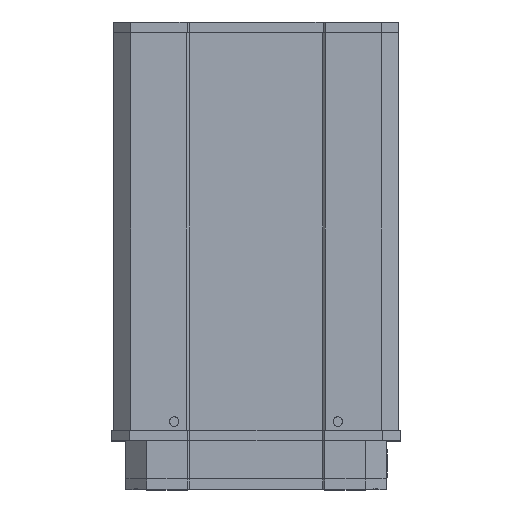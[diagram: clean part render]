
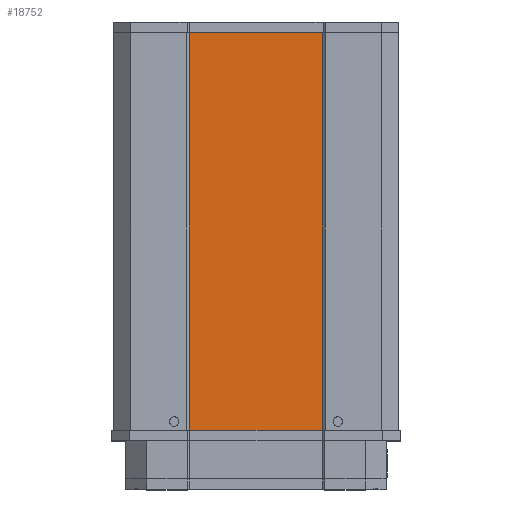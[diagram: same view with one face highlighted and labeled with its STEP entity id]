
A CAD part, top view. The second image highlights one B-rep face of the part: STEP entity #18752.
In plain terms, the highlighted planar face has unit normal (0, 0, 1).
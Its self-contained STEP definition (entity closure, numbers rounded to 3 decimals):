
#15 = CARTESIAN_POINT ( 'NONE',  ( -31.5, 190., 66. ) ) ;
#769 = LINE ( 'NONE', #30627, #1745 ) ;
#1242 = ORIENTED_EDGE ( 'NONE', *, *, #27359, .F. ) ;
#1745 = VECTOR ( 'NONE', #9690, 1000. ) ;
#1863 = CARTESIAN_POINT ( 'NONE',  ( 31.5, 389.505, 66. ) ) ;
#1909 = CARTESIAN_POINT ( 'NONE',  ( -31.5, 389.505, 66. ) ) ;
#2024 = DIRECTION ( 'NONE',  ( 0., 0., -1. ) ) ;
#2027 = VERTEX_POINT ( 'NONE', #26441 ) ;
#3608 = CARTESIAN_POINT ( 'NONE',  ( -31.5, 0., 66. ) ) ;
#6950 = VERTEX_POINT ( 'NONE', #35898 ) ;
#7281 = CARTESIAN_POINT ( 'NONE',  ( -31.5, 190., 66. ) ) ;
#7289 = CARTESIAN_POINT ( 'NONE',  ( 31.5, 0., 66. ) ) ;
#9166 = VECTOR ( 'NONE', #20994, 1000. ) ;
#9690 = DIRECTION ( 'NONE',  ( 0., -1., 0. ) ) ;
#9989 = ORIENTED_EDGE ( 'NONE', *, *, #34463, .T. ) ;
#11785 = EDGE_LOOP ( 'NONE', ( #27692, #9989, #23651, #1242 ) ) ;
#18752 = ADVANCED_FACE ( 'NONE', ( #21855 ), #37892, .F. ) ;
#19340 = LINE ( 'NONE', #3608, #26344 ) ;
#19919 = VERTEX_POINT ( 'NONE', #7281 ) ;
#20939 = LINE ( 'NONE', #1863, #35886 ) ;
#20994 = DIRECTION ( 'NONE',  ( 1., 0., 0. ) ) ;
#21855 = FACE_OUTER_BOUND ( 'NONE', #11785, .T. ) ;
#22810 = DIRECTION ( 'NONE',  ( 0., -1., 0. ) ) ;
#22987 = DIRECTION ( 'NONE',  ( -1., 0., 0. ) ) ;
#23169 = VERTEX_POINT ( 'NONE', #7289 ) ;
#23651 = ORIENTED_EDGE ( 'NONE', *, *, #35507, .T. ) ;
#24549 = DIRECTION ( 'NONE',  ( 1., 0., 0. ) ) ;
#25135 = LINE ( 'NONE', #15, #9166 ) ;
#26344 = VECTOR ( 'NONE', #24549, 1000. ) ;
#26441 = CARTESIAN_POINT ( 'NONE',  ( 31.5, 190., 66. ) ) ;
#27359 = EDGE_CURVE ( 'NONE', #2027, #23169, #20939, .T. ) ;
#27692 = ORIENTED_EDGE ( 'NONE', *, *, #33409, .F. ) ;
#30627 = CARTESIAN_POINT ( 'NONE',  ( -31.5, 389.505, 66. ) ) ;
#33409 = EDGE_CURVE ( 'NONE', #19919, #2027, #25135, .T. ) ;
#34463 = EDGE_CURVE ( 'NONE', #19919, #6950, #769, .T. ) ;
#35507 = EDGE_CURVE ( 'NONE', #6950, #23169, #19340, .T. ) ;
#35886 = VECTOR ( 'NONE', #22810, 1000. ) ;
#35898 = CARTESIAN_POINT ( 'NONE',  ( -31.5, 0., 66. ) ) ;
#36124 = AXIS2_PLACEMENT_3D ( 'NONE', #1909, #2024, #22987 ) ;
#37892 = PLANE ( 'NONE',  #36124 ) ;
